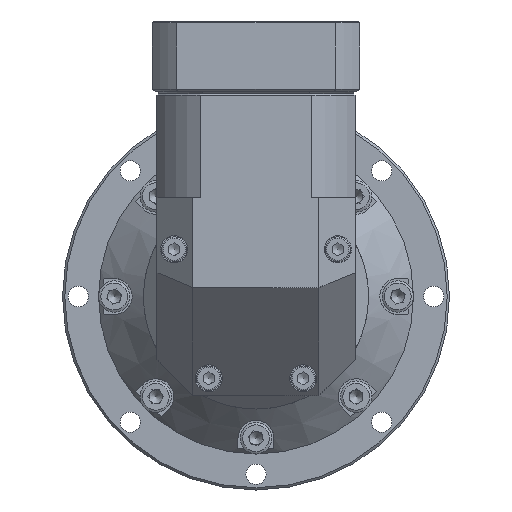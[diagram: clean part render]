
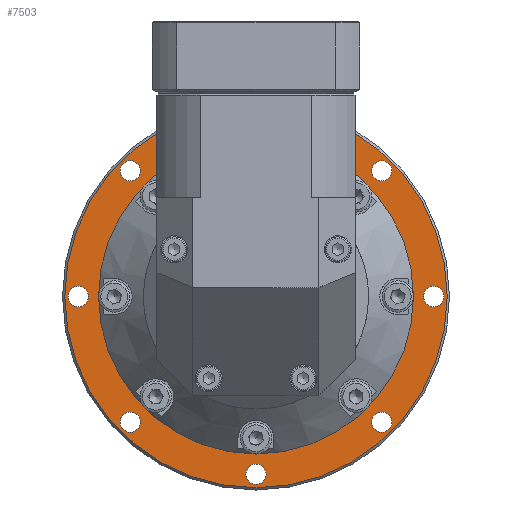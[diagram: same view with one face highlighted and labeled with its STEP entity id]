
A CAD part, front view. The second image highlights one B-rep face of the part: STEP entity #7503.
In plain terms, the highlighted planar face has unit normal (0, -1, 0).
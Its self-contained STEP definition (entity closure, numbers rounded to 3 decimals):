
#6585=CARTESIAN_POINT('',(-42.5,91.5,0.));
#6586=VERTEX_POINT('',#6585);
#6587=CARTESIAN_POINT('',(0.,91.5,0.));
#6588=DIRECTION('',(0.0,-1.0,0.0));
#6589=DIRECTION('',(1.0,0.0,0.0));
#6590=AXIS2_PLACEMENT_3D('',#6587,#6588,#6589);
#6591=CIRCLE('',#6590,42.5);
#6592=EDGE_CURVE('',#6586,#6586,#6591,.T.);
#6736=CARTESIAN_POINT('',(30.181,91.5,-27.931));
#6737=VERTEX_POINT('',#6736);
#6738=CARTESIAN_POINT('',(27.931,91.5,-27.931));
#6739=DIRECTION('',(0.0,-1.0,0.0));
#6740=DIRECTION('',(0.707,0.0,-0.707));
#6741=AXIS2_PLACEMENT_3D('',#6738,#6739,#6740);
#6742=CIRCLE('',#6741,2.25);
#6743=EDGE_CURVE('',#6737,#6737,#6742,.T.);
#6764=CARTESIAN_POINT('',(2.25,91.5,-39.5));
#6765=VERTEX_POINT('',#6764);
#6766=CARTESIAN_POINT('',(0.,91.5,-39.5));
#6767=DIRECTION('',(0.0,-1.0,0.0));
#6768=DIRECTION('',(0.0,0.0,-1.0));
#6769=AXIS2_PLACEMENT_3D('',#6766,#6767,#6768);
#6770=CIRCLE('',#6769,2.25);
#6771=EDGE_CURVE('',#6765,#6765,#6770,.T.);
#6792=CARTESIAN_POINT('',(-25.681,91.5,-27.931));
#6793=VERTEX_POINT('',#6792);
#6794=CARTESIAN_POINT('',(-27.931,91.5,-27.931));
#6795=DIRECTION('',(0.0,-1.0,0.0));
#6796=DIRECTION('',(-0.707,0.0,-0.707));
#6797=AXIS2_PLACEMENT_3D('',#6794,#6795,#6796);
#6798=CIRCLE('',#6797,2.25);
#6799=EDGE_CURVE('',#6793,#6793,#6798,.T.);
#6820=CARTESIAN_POINT('',(-37.25,91.5,0.));
#6821=VERTEX_POINT('',#6820);
#6822=CARTESIAN_POINT('',(-39.5,91.5,0.));
#6823=DIRECTION('',(0.0,-1.0,0.0));
#6824=DIRECTION('',(-1.0,0.0,0.0));
#6825=AXIS2_PLACEMENT_3D('',#6822,#6823,#6824);
#6826=CIRCLE('',#6825,2.25);
#6827=EDGE_CURVE('',#6821,#6821,#6826,.T.);
#6848=CARTESIAN_POINT('',(-25.681,91.5,27.931));
#6849=VERTEX_POINT('',#6848);
#6850=CARTESIAN_POINT('',(-27.931,91.5,27.931));
#6851=DIRECTION('',(0.0,-1.0,0.0));
#6852=DIRECTION('',(-0.707,0.0,0.707));
#6853=AXIS2_PLACEMENT_3D('',#6850,#6851,#6852);
#6854=CIRCLE('',#6853,2.25);
#6855=EDGE_CURVE('',#6849,#6849,#6854,.T.);
#6876=CARTESIAN_POINT('',(2.25,91.5,39.5));
#6877=VERTEX_POINT('',#6876);
#6878=CARTESIAN_POINT('',(0.,91.5,39.5));
#6879=DIRECTION('',(0.0,-1.0,0.0));
#6880=DIRECTION('',(0.0,0.0,1.0));
#6881=AXIS2_PLACEMENT_3D('',#6878,#6879,#6880);
#6882=CIRCLE('',#6881,2.25);
#6883=EDGE_CURVE('',#6877,#6877,#6882,.T.);
#6904=CARTESIAN_POINT('',(30.181,91.5,27.931));
#6905=VERTEX_POINT('',#6904);
#6906=CARTESIAN_POINT('',(27.931,91.5,27.931));
#6907=DIRECTION('',(0.0,-1.0,0.0));
#6908=DIRECTION('',(0.707,0.0,0.707));
#6909=AXIS2_PLACEMENT_3D('',#6906,#6907,#6908);
#6910=CIRCLE('',#6909,2.25);
#6911=EDGE_CURVE('',#6905,#6905,#6910,.T.);
#6932=CARTESIAN_POINT('',(41.75,91.5,0.));
#6933=VERTEX_POINT('',#6932);
#6934=CARTESIAN_POINT('',(39.5,91.5,0.));
#6935=DIRECTION('',(0.0,-1.0,0.0));
#6936=DIRECTION('',(1.0,0.0,0.0));
#6937=AXIS2_PLACEMENT_3D('',#6934,#6935,#6936);
#6938=CIRCLE('',#6937,2.25);
#6939=EDGE_CURVE('',#6933,#6933,#6938,.T.);
#7361=CARTESIAN_POINT('',(35.,91.5,0.));
#7362=VERTEX_POINT('',#7361);
#7363=CARTESIAN_POINT('',(0.,91.5,0.));
#7364=DIRECTION('',(0.0,-1.0,0.0));
#7365=DIRECTION('',(1.0,0.0,0.0));
#7366=AXIS2_PLACEMENT_3D('',#7363,#7364,#7365);
#7367=CIRCLE('',#7366,35.0);
#7368=EDGE_CURVE('',#7362,#7362,#7367,.T.);
#7468=CARTESIAN_POINT('',(43.,91.5,0.));
#7469=DIRECTION('',(0.0,-1.0,0.0));
#7470=DIRECTION('',(0.0,0.0,-1.0));
#7471=AXIS2_PLACEMENT_3D('',#7468,#7469,#7470);
#7472=PLANE('',#7471);
#7473=ORIENTED_EDGE('',*,*,#6592,.T.);
#7474=EDGE_LOOP('',(#7473));
#7475=FACE_OUTER_BOUND('',#7474,.T.);
#7476=ORIENTED_EDGE('',*,*,#6743,.F.);
#7477=EDGE_LOOP('',(#7476));
#7478=FACE_BOUND('',#7477,.T.);
#7479=ORIENTED_EDGE('',*,*,#6771,.F.);
#7480=EDGE_LOOP('',(#7479));
#7481=FACE_BOUND('',#7480,.T.);
#7482=ORIENTED_EDGE('',*,*,#6799,.F.);
#7483=EDGE_LOOP('',(#7482));
#7484=FACE_BOUND('',#7483,.T.);
#7485=ORIENTED_EDGE('',*,*,#6827,.F.);
#7486=EDGE_LOOP('',(#7485));
#7487=FACE_BOUND('',#7486,.T.);
#7488=ORIENTED_EDGE('',*,*,#6855,.F.);
#7489=EDGE_LOOP('',(#7488));
#7490=FACE_BOUND('',#7489,.T.);
#7491=ORIENTED_EDGE('',*,*,#6883,.F.);
#7492=EDGE_LOOP('',(#7491));
#7493=FACE_BOUND('',#7492,.T.);
#7494=ORIENTED_EDGE('',*,*,#6911,.F.);
#7495=EDGE_LOOP('',(#7494));
#7496=FACE_BOUND('',#7495,.T.);
#7497=ORIENTED_EDGE('',*,*,#6939,.F.);
#7498=EDGE_LOOP('',(#7497));
#7499=FACE_BOUND('',#7498,.T.);
#7500=ORIENTED_EDGE('',*,*,#7368,.F.);
#7501=EDGE_LOOP('',(#7500));
#7502=FACE_BOUND('',#7501,.T.);
#7503=ADVANCED_FACE('',(#7475,#7478,#7481,#7484,#7487,#7490,#7493,#7496,#7499,#7502),#7472,.T.);
